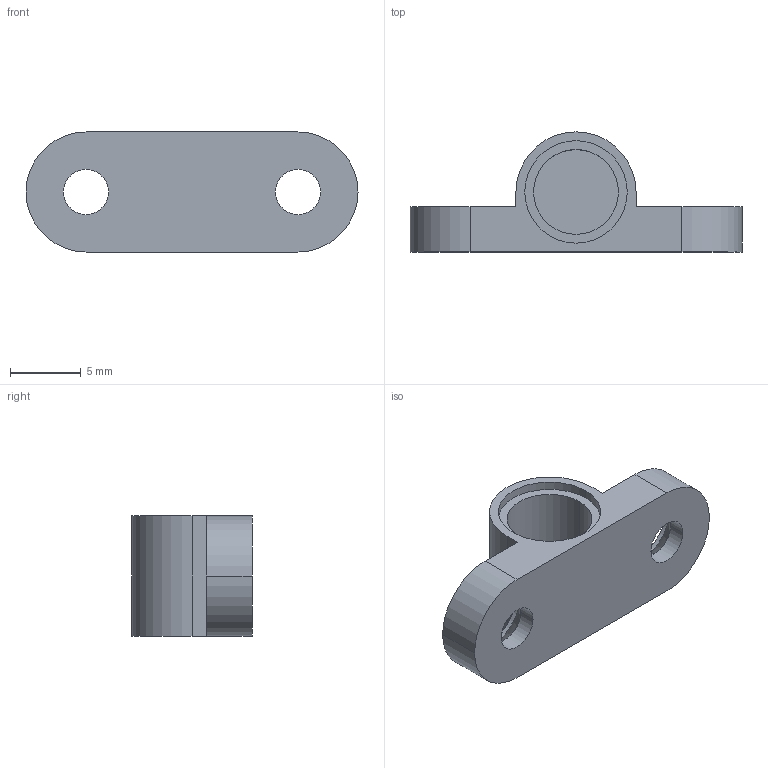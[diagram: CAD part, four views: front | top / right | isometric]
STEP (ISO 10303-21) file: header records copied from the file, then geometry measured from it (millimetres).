
FILE_DESCRIPTION(('STEP AP214'),'1');
FILE_NAME('HALDERN_EH_22082_0106.stp','2019-11-18T07:26:34',('TraceParts'),('TraceParts S.A.'),'Spatial InterOp 3D',' ',' ');
FILE_SCHEMA(('AUTOMOTIVE_DESIGN { 1 0 10303 214 1 1 1 1 }'));
Length unit declared in the file: millimetre
Products named in the file (1): HALDERN_EH_22082_0106
Bounding box: 23.5 x 8.5 x 8.5 mm (x, y, z)
Volume: 588.7 mm3; surface area: 849.4 mm2
Topology: 1 solids, 1 shells, 30 faces, 72 edges, 44 vertices
Faces by surface type: cylinder 17, plane 9, cone 4
Entity records: 897 total; most frequent: DIRECTION 168, CARTESIAN_POINT 147, ORIENTED_EDGE 144, EDGE_CURVE 72, AXIS2_PLACEMENT_3D 65, VERTEX_POINT 44, LINE 38, VECTOR 38
